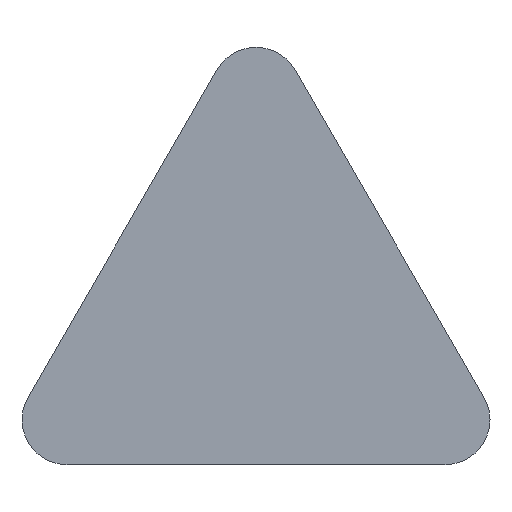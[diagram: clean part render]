
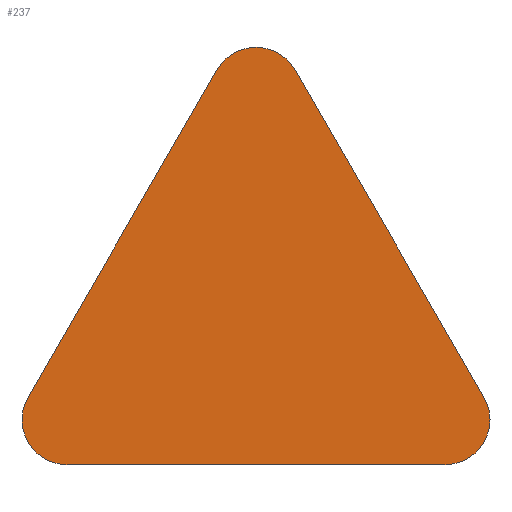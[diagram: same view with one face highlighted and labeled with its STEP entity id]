
A CAD part, top view. The second image highlights one B-rep face of the part: STEP entity #237.
In plain terms, the highlighted planar face has unit normal (0, 0, 1).
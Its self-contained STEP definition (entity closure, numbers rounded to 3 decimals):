
#49=CARTESIAN_POINT('',(0.,10.3,4.76));
#50=DIRECTION('',(0.,0.,-1.));
#51=DIRECTION('',(-0.866,0.5,0.));
#52=AXIS2_PLACEMENT_3D('',#49,#50,#51);
#58=DIRECTION('',(0.5,-0.866,0.));
#59=VECTOR('',#58,17.84);
#60=CARTESIAN_POINT('',(1.841,11.363,4.76));
#61=LINE('',#60,#59);
#74=CARTESIAN_POINT('',(-8.92,-5.15,4.76));
#75=DIRECTION('',(0.,0.,-1.));
#76=DIRECTION('',(0.,-1.,0.));
#77=AXIS2_PLACEMENT_3D('',#74,#75,#76);
#83=CARTESIAN_POINT('',(8.92,-5.15,4.76));
#84=DIRECTION('',(0.,0.,1.));
#85=DIRECTION('',(0.,-1.,0.));
#86=AXIS2_PLACEMENT_3D('',#83,#84,#85);
#88=DIRECTION('',(1.,0.,0.));
#89=VECTOR('',#88,17.84);
#90=CARTESIAN_POINT('',(-8.92,-7.275,4.76));
#91=LINE('',#90,#89);
#92=DIRECTION('',(-0.5,-0.866,0.));
#93=VECTOR('',#92,17.84);
#94=CARTESIAN_POINT('',(-1.841,11.363,4.76));
#95=LINE('',#94,#93);
#108=CARTESIAN_POINT('',(-1.841,11.363,4.76));
#109=CARTESIAN_POINT('',(-10.761,-4.087,4.76));
#110=VERTEX_POINT('',#108);
#111=VERTEX_POINT('',#109);
#112=CARTESIAN_POINT('',(-8.92,-7.275,4.76));
#113=CARTESIAN_POINT('',(8.92,-7.275,4.76));
#114=VERTEX_POINT('',#112);
#115=VERTEX_POINT('',#113);
#116=CARTESIAN_POINT('',(1.841,11.363,4.76));
#117=CARTESIAN_POINT('',(10.761,-4.087,4.76));
#118=VERTEX_POINT('',#116);
#119=VERTEX_POINT('',#117);
#224=CARTESIAN_POINT('',(0.,0.,4.76));
#225=DIRECTION('',(0.,0.,1.));
#226=DIRECTION('',(1.,0.,0.));
#227=AXIS2_PLACEMENT_3D('',#224,#225,#226);
#228=PLANE('',#227);
#229=ORIENTED_EDGE('',*,*,#163,.T.);
#230=ORIENTED_EDGE('',*,*,#177,.T.);
#231=ORIENTED_EDGE('',*,*,#191,.F.);
#232=ORIENTED_EDGE('',*,*,#205,.F.);
#233=ORIENTED_EDGE('',*,*,#218,.T.);
#234=ORIENTED_EDGE('',*,*,#148,.F.);
#235=EDGE_LOOP('',(#229,#230,#231,#232,#233,#234));
#236=FACE_OUTER_BOUND('',#235,.F.);
#53=CIRCLE('',#52,2.125);
#78=CIRCLE('',#77,2.125);
#87=CIRCLE('',#86,2.125);
#148=EDGE_CURVE('',#110,#111,#95,.T.);
#163=EDGE_CURVE('',#110,#118,#53,.T.);
#177=EDGE_CURVE('',#118,#119,#61,.T.);
#191=EDGE_CURVE('',#115,#119,#87,.T.);
#205=EDGE_CURVE('',#114,#115,#91,.T.);
#218=EDGE_CURVE('',#114,#111,#78,.T.);
#237=ADVANCED_FACE('',(#236),#228,.T.);
